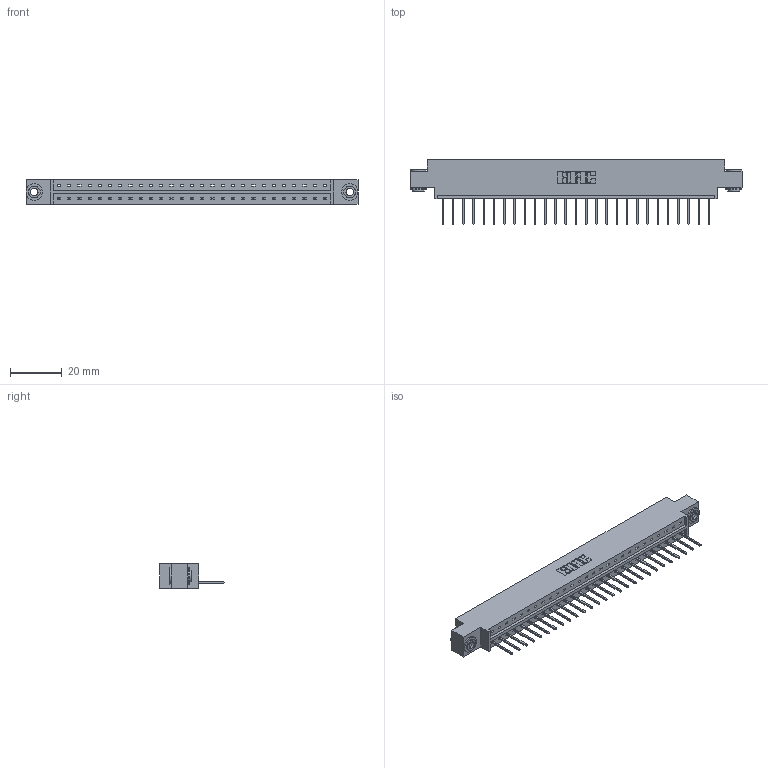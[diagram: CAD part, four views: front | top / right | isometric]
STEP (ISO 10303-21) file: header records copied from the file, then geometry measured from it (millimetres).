
FILE_DESCRIPTION (( 'STEP AP203' ), '1' );
FILE_NAME ('333-027-523-603.STEP', '2018-08-02T13:53:00', ( '' ), ( '' ), 'SwSTEP 2.0', 'SolidWorks 2016', '' );
FILE_SCHEMA (( 'CONFIG_CONTROL_DESIGN' ));
Length unit declared in the file: inch
Products named in the file (4): 345-292-001_345-293-123; 345-250-002_345-250-002-102; 333-027-523-603; 333 Part_Offset - .156 Dia - TH
Assembly tree (30 placements, depth 2):
  333-027-523-603
    333 Part_Offset - .156 Dia - TH
    345-292-001_345-293-123  x27
    345-250-002_345-250-002-102  x2
Bounding box: 128.52 x 25.15 x 9.4 mm (x, y, z)
Volume: 12585.3 mm3; surface area: 13972.1 mm2
Topology: 30 solids, 30 shells, 1722 faces, 5151 edges, 3394 vertices
Faces by surface type: plane 1218, cylinder 496, cone 8
Entity records: 19246 total; most frequent: CARTESIAN_POINT 3302, ORIENTED_EDGE 3258, DIRECTION 2849, EDGE_CURVE 1629, LINE 1477, VECTOR 1477, VERTEX_POINT 1082, AXIS2_PLACEMENT_3D 686
